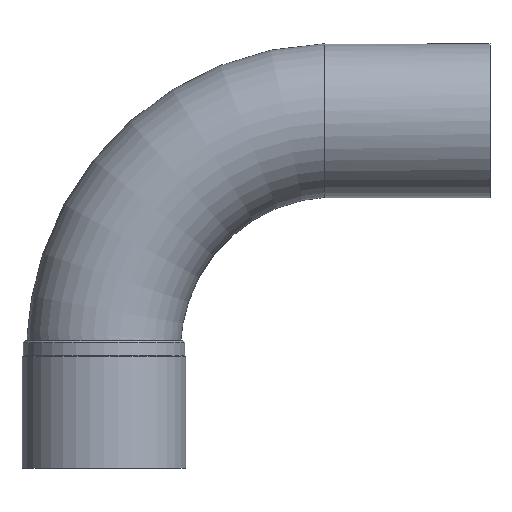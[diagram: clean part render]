
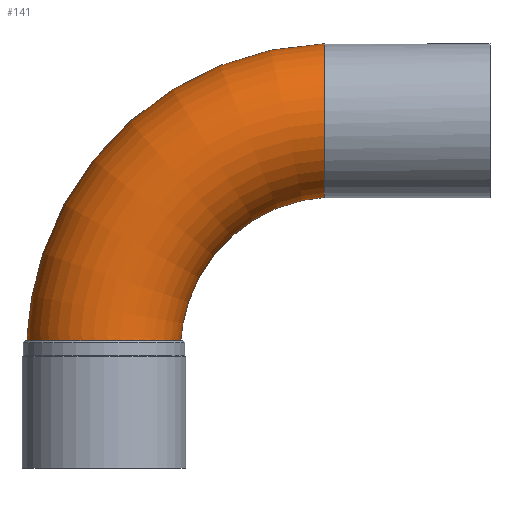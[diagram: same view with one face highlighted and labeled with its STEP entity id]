
A CAD part, top view. The second image highlights one B-rep face of the part: STEP entity #141.
In plain terms, the highlighted toroidal (fillet/blend) face has major radius 114 mm and minor radius 38 mm.
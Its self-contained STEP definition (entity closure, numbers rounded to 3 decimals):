
#26=TOROIDAL_SURFACE('',#168,114.,38.);
#39=ORIENTED_EDGE('',*,*,#65,.T.);
#40=ORIENTED_EDGE('',*,*,#63,.T.);
#41=ORIENTED_EDGE('',*,*,#66,.T.);
#63=EDGE_CURVE('',#76,#77,#87,.T.);
#65=EDGE_CURVE('',#77,#76,#88,.T.);
#66=EDGE_CURVE('',#78,#78,#89,.T.);
#76=VERTEX_POINT('',#268);
#77=VERTEX_POINT('',#269);
#78=VERTEX_POINT('',#352);
#87=B_SPLINE_CURVE_WITH_KNOTS('',3,(#239,#240,#241,#242,#243,#244,#245,
#246,#247,#248,#249,#250,#251,#252,#253,#254,#255,#256,#257,#258,#259,#260,
#261,#262,#263,#264,#265,#266,#267),.UNSPECIFIED.,.F.,.F.,(4,1,1,1,1,1,
1,1,1,1,1,1,1,1,1,1,1,1,1,1,1,1,1,1,1,1,4),(0.042,0.05,
0.054,0.058,0.062,0.066,
0.074,0.078,0.082,0.086,
0.09,0.094,0.098,0.106,
0.114,0.118,0.122,0.126,
0.13,0.138,0.142,0.146,
0.15,0.154,0.158,0.162,
0.17),.UNSPECIFIED.);
#88=B_SPLINE_CURVE_WITH_KNOTS('',3,(#272,#273,#274,#275,#276,#277,#278,
#279,#280,#281,#282,#283,#284,#285,#286,#287,#288,#289,#290,#291,#292,#293,
#294,#295,#296,#297),.UNSPECIFIED.,.F.,.F.,(4,1,1,1,1,1,1,1,1,1,1,1,1,1,
1,1,1,1,1,1,1,1,1,4),(0.17,0.177,0.18,
0.183,0.19,0.194,0.197,
0.2,0.204,0.207,0.211,
0.214,0.218,0.224,0.231,0.238,
0.245,0.248,0.252,0.259,
0.262,0.266,0.272,0.279),
 .UNSPECIFIED.);
#89=B_SPLINE_CURVE_WITH_KNOTS('',3,(#298,#299,#300,#301,#302,#303,#304,
#305,#306,#307,#308,#309,#310,#311,#312,#313,#314,#315,#316,#317,#318,#319,
#320,#321,#322,#323,#324,#325,#326,#327,#328,#329,#330,#331,#332,#333,#334,
#335,#336,#337,#338,#339,#340,#341,#342,#343,#344,#345,#346,#347,#348,#349,
#350,#351),.UNSPECIFIED.,.T.,.F.,(1,1,1,1,1,1,1,1,1,1,1,1,1,1,1,1,1,1,1,
1,1,1,1,1,1,1,1,1,1,1,1,1,1,1,1,1,1,1,1,1,1,1,1,1,1,1,1,1,1,1,1,1,1,1,1,
1,1,1),(-0.015,-0.011,-0.007,0.,
0.004,0.007,0.011,0.015,
0.022,0.03,0.037,0.041,
0.045,0.048,0.052,0.056,
0.059,0.067,0.074,0.078,
0.082,0.085,0.089,0.093,
0.097,0.1,0.104,0.111,
0.119,0.126,0.13,0.134,
0.137,0.141,0.145,0.149,
0.152,0.156,0.163,0.167,
0.171,0.175,0.178,0.182,
0.186,0.189,0.193,0.201,
0.208,0.215,0.219,0.223,
0.227,0.23,0.238,0.241,
0.245,0.249),.UNSPECIFIED.);
#91=EDGE_LOOP('',(#39,#40));
#92=EDGE_LOOP('',(#41));
#113=FACE_BOUND('',#91,.T.);
#114=FACE_BOUND('',#92,.T.);
#141=ADVANCED_FACE('',(#113,#114),#26,.T.);
#168=AXIS2_PLACEMENT_3D('',#271,#195,#196);
#195=DIRECTION('',(0.,0.,1.));
#196=DIRECTION('',(1.,0.,0.));
#239=CARTESIAN_POINT('',(109.,78.064,12.809));
#240=CARTESIAN_POINT('',(109.,78.967,15.328));
#241=CARTESIAN_POINT('',(109.,80.706,18.935));
#242=CARTESIAN_POINT('',(109.,83.807,23.383));
#243=CARTESIAN_POINT('',(109.,86.431,26.404));
#244=CARTESIAN_POINT('',(109.,89.358,29.139));
#245=CARTESIAN_POINT('',(109.,93.694,32.4));
#246=CARTESIAN_POINT('',(109.,98.398,34.887));
#247=CARTESIAN_POINT('',(109.,103.524,36.637));
#248=CARTESIAN_POINT('',(109.,107.446,37.521));
#249=CARTESIAN_POINT('',(109.,111.415,37.99));
#250=CARTESIAN_POINT('',(109.,115.465,38.04));
#251=CARTESIAN_POINT('',(109.,119.484,37.657));
#252=CARTESIAN_POINT('',(109.,124.703,36.604));
#253=CARTESIAN_POINT('',(109.,131.073,34.219));
#254=CARTESIAN_POINT('',(109.,136.69,30.622));
#255=CARTESIAN_POINT('',(109.,140.737,27.015));
#256=CARTESIAN_POINT('',(109.,143.423,24.051));
#257=CARTESIAN_POINT('',(109.,145.791,20.817));
#258=CARTESIAN_POINT('',(109.,148.51,16.123));
#259=CARTESIAN_POINT('',(109.,150.416,11.156));
#260=CARTESIAN_POINT('',(109.,151.537,5.855));
#261=CARTESIAN_POINT('',(109.,151.942,1.856));
#262=CARTESIAN_POINT('',(109.,151.929,-2.14));
#263=CARTESIAN_POINT('',(109.,151.486,-6.17));
#264=CARTESIAN_POINT('',(109.,150.62,-10.109));
#265=CARTESIAN_POINT('',(109.,148.94,-15.162));
#266=CARTESIAN_POINT('',(109.,147.054,-18.788));
#267=CARTESIAN_POINT('',(109.,145.574,-21.015));
#268=CARTESIAN_POINT('',(109.,78.064,12.809));
#269=CARTESIAN_POINT('',(109.,145.574,-21.015));
#271=CARTESIAN_POINT('',(114.,0.,0.));
#272=CARTESIAN_POINT('',(109.,145.574,-21.015));
#273=CARTESIAN_POINT('',(109.,144.307,-22.923));
#274=CARTESIAN_POINT('',(109.,142.167,-25.593));
#275=CARTESIAN_POINT('',(109.,138.797,-28.786));
#276=CARTESIAN_POINT('',(109.,135.192,-31.624));
#277=CARTESIAN_POINT('',(109.,131.25,-33.948));
#278=CARTESIAN_POINT('',(109.,126.967,-35.739));
#279=CARTESIAN_POINT('',(109.,123.694,-36.769));
#280=CARTESIAN_POINT('',(109.,120.346,-37.501));
#281=CARTESIAN_POINT('',(109.,116.914,-37.933));
#282=CARTESIAN_POINT('',(109.,113.446,-38.049));
#283=CARTESIAN_POINT('',(109.,110.024,-37.854));
#284=CARTESIAN_POINT('',(109.,106.633,-37.355));
#285=CARTESIAN_POINT('',(109.,102.124,-36.265));
#286=CARTESIAN_POINT('',(109.,96.795,-34.178));
#287=CARTESIAN_POINT('',(109.,90.89,-30.535));
#288=CARTESIAN_POINT('',(109.,85.721,-25.856));
#289=CARTESIAN_POINT('',(109.,82.228,-21.29));
#290=CARTESIAN_POINT('',(109.,79.96,-17.318));
#291=CARTESIAN_POINT('',(109.,78.035,-13.091));
#292=CARTESIAN_POINT('',(109.,76.726,-8.711));
#293=CARTESIAN_POINT('',(109.,76.012,-4.174));
#294=CARTESIAN_POINT('',(109.,75.716,0.457));
#295=CARTESIAN_POINT('',(109.,76.124,6.137));
#296=CARTESIAN_POINT('',(109.,77.29,10.651));
#297=CARTESIAN_POINT('',(109.,78.064,12.809));
#298=CARTESIAN_POINT('',(-22.069,5.,-31.047));
#299=CARTESIAN_POINT('',(-25.962,5.,-27.863));
#300=CARTESIAN_POINT('',(-29.325,5.,-24.157));
#301=CARTESIAN_POINT('',(-31.538,5.,-21.177));
#302=CARTESIAN_POINT('',(-33.46,5.,-17.986));
#303=CARTESIAN_POINT('',(-35.615,5.,-13.438));
#304=CARTESIAN_POINT('',(-37.415,5.,-7.525));
#305=CARTESIAN_POINT('',(-38.163,5.,0.007));
#306=CARTESIAN_POINT('',(-37.56,5.,6.166));
#307=CARTESIAN_POINT('',(-36.34,5.,11.048));
#308=CARTESIAN_POINT('',(-35.087,5.,14.546));
#309=CARTESIAN_POINT('',(-33.502,5.,17.906));
#310=CARTESIAN_POINT('',(-31.565,5.,21.141));
#311=CARTESIAN_POINT('',(-29.338,5.,24.139));
#312=CARTESIAN_POINT('',(-26.02,5.,27.806));
#313=CARTESIAN_POINT('',(-21.139,5.,31.81));
#314=CARTESIAN_POINT('',(-15.69,5.,34.723));
#315=CARTESIAN_POINT('',(-10.953,5.,36.422));
#316=CARTESIAN_POINT('',(-7.338,5.,37.326));
#317=CARTESIAN_POINT('',(-3.666,5.,37.873));
#318=CARTESIAN_POINT('',(0.079,5.,38.062));
#319=CARTESIAN_POINT('',(3.832,5.,37.879));
#320=CARTESIAN_POINT('',(7.504,5.,37.336));
#321=CARTESIAN_POINT('',(11.117,5.,36.439));
#322=CARTESIAN_POINT('',(15.859,5.,34.748));
#323=CARTESIAN_POINT('',(21.314,5.,31.844));
#324=CARTESIAN_POINT('',(27.176,5.,27.054));
#325=CARTESIAN_POINT('',(31.11,5.,22.281));
#326=CARTESIAN_POINT('',(33.708,5.,17.97));
#327=CARTESIAN_POINT('',(35.302,5.,14.612));
#328=CARTESIAN_POINT('',(36.562,5.,11.119));
#329=CARTESIAN_POINT('',(37.486,5.,7.466));
#330=CARTESIAN_POINT('',(38.038,5.,3.768));
#331=CARTESIAN_POINT('',(38.225,5.,0.061));
#332=CARTESIAN_POINT('',(38.049,5.,-3.67));
#333=CARTESIAN_POINT('',(37.314,5.,-8.642));
#334=CARTESIAN_POINT('',(35.885,5.,-13.366));
#335=CARTESIAN_POINT('',(33.738,5.,-17.916));
#336=CARTESIAN_POINT('',(31.818,5.,-21.114));
#337=CARTESIAN_POINT('',(29.609,5.,-24.097));
#338=CARTESIAN_POINT('',(27.096,5.,-26.875));
#339=CARTESIAN_POINT('',(24.309,5.,-29.402));
#340=CARTESIAN_POINT('',(21.328,5.,-31.613));
#341=CARTESIAN_POINT('',(18.14,5.,-33.532));
#342=CARTESIAN_POINT('',(13.59,5.,-35.687));
#343=CARTESIAN_POINT('',(7.677,5.,-37.49));
#344=CARTESIAN_POINT('',(0.144,5.,-38.245));
#345=CARTESIAN_POINT('',(-6.01,5.,-37.65));
#346=CARTESIAN_POINT('',(-10.896,5.,-36.439));
#347=CARTESIAN_POINT('',(-14.399,5.,-35.191));
#348=CARTESIAN_POINT('',(-17.761,5.,-33.613));
#349=CARTESIAN_POINT('',(-22.069,5.,-31.047));
#350=CARTESIAN_POINT('',(-25.962,5.,-27.863));
#351=CARTESIAN_POINT('',(-29.325,5.,-24.157));
#352=CARTESIAN_POINT('',(-26.758,5.,-26.893));
